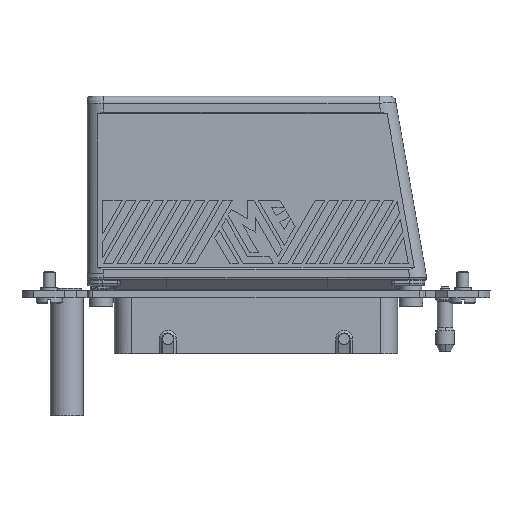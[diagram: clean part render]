
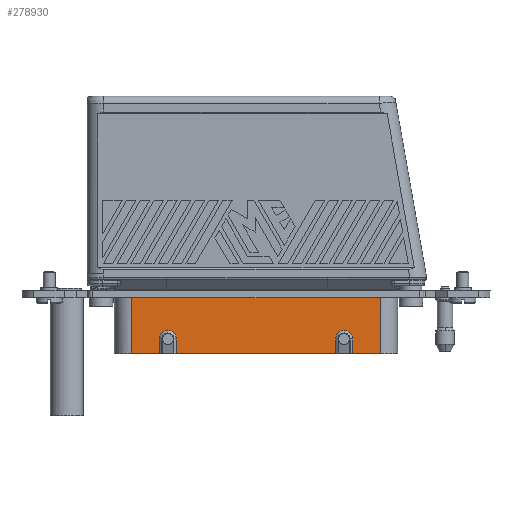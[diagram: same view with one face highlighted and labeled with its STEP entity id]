
A CAD part, front view. The second image highlights one B-rep face of the part: STEP entity #278930.
In plain terms, the highlighted face is planar.
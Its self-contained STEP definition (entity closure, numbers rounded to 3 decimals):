
#212820=CARTESIAN_POINT('',(25.125,45.037,
48.654));
#212830=VERTEX_POINT('',#212820);
#277420=CARTESIAN_POINT('',(25.125,45.037,
-56.571));
#277430=VERTEX_POINT('',#277420);
#277710=CARTESIAN_POINT('',(25.125,20.,
-56.571));
#277720=DIRECTION('',(0.,1.,0.));
#277730=VECTOR('',#277720,1.);
#277740=LINE('',#277710,#277730);
#277750=CARTESIAN_POINT('',(25.125,19.783,
-56.571));
#277760=VERTEX_POINT('',#277750);
#277770=EDGE_CURVE('',#277760,#277430,#277740,.T.);
#277990=CARTESIAN_POINT('',(25.125,19.716,
-46.453));
#278000=DIRECTION('',(-1.,0.,0.));
#278010=DIRECTION('',(0.,0.,1.));
#278020=AXIS2_PLACEMENT_3D('',#277990,#278000,#278010);
#278030=PLANE('',#278020);
#278040=CARTESIAN_POINT('',(25.125,22.91,
29.69));
#278050=DIRECTION('',(0.,1.,0.));
#278060=VECTOR('',#278050,1.);
#278070=LINE('',#278040,#278060);
#278080=CARTESIAN_POINT('',(25.125,19.783,
29.69));
#278090=VERTEX_POINT('',#278080);
#278100=CARTESIAN_POINT('',(25.125,26.037,
29.69));
#278110=VERTEX_POINT('',#278100);
#278120=EDGE_CURVE('',#278090,#278110,#278070,.T.);
#278130=ORIENTED_EDGE('',*,*,#278120,.T.);
#278140=CARTESIAN_POINT('',(25.125,19.783,
-16.957));
#278150=DIRECTION('',(0.,0.,1.));
#278160=VECTOR('',#278150,1.);
#278170=LINE('',#278140,#278160);
#278180=CARTESIAN_POINT('',(25.125,19.783,
-37.598));
#278190=VERTEX_POINT('',#278180);
#278200=EDGE_CURVE('',#278190,#278090,#278170,.T.);
#278210=ORIENTED_EDGE('',*,*,#278200,.T.);
#278220=CARTESIAN_POINT('',(25.125,22.91,
-37.598));
#278230=DIRECTION('',(0.,-1.,0.));
#278240=VECTOR('',#278230,1.);
#278250=LINE('',#278220,#278240);
#278260=CARTESIAN_POINT('',(25.125,26.037,
-37.598));
#278270=VERTEX_POINT('',#278260);
#278280=EDGE_CURVE('',#278270,#278190,#278250,.T.);
#278290=ORIENTED_EDGE('',*,*,#278280,.T.);
#278300=CARTESIAN_POINT('',(25.125,26.037,
-41.198));
#278310=DIRECTION('',(1.,0.,0.));
#278320=DIRECTION('',(0.,0.,-1.));
#278330=AXIS2_PLACEMENT_3D('',#278300,#278310,#278320);
#278340=CIRCLE('',#278330,3.6);
#278350=CARTESIAN_POINT('',(25.125,26.037,
-44.798));
#278360=VERTEX_POINT('',#278350);
#278370=EDGE_CURVE('',#278360,#278270,#278340,.T.);
#278380=ORIENTED_EDGE('',*,*,#278370,.T.);
#278390=CARTESIAN_POINT('',(25.125,22.91,
-44.798));
#278400=DIRECTION('',(0.,1.,0.));
#278410=VECTOR('',#278400,1.);
#278420=LINE('',#278390,#278410);
#278430=CARTESIAN_POINT('',(25.125,19.783,
-44.798));
#278440=VERTEX_POINT('',#278430);
#278450=EDGE_CURVE('',#278440,#278360,#278420,.T.);
#278460=ORIENTED_EDGE('',*,*,#278450,.T.);
#278470=CARTESIAN_POINT('',(25.125,19.783,
-37.457));
#278480=DIRECTION('',(0.,0.,1.));
#278490=VECTOR('',#278480,1.);
#278500=LINE('',#278470,#278490);
#278510=EDGE_CURVE('',#277760,#278440,#278500,.T.);
#278520=ORIENTED_EDGE('',*,*,#278510,.T.);
#278530=ORIENTED_EDGE('',*,*,#277770,.F.);
#278540=CARTESIAN_POINT('',(25.125,45.037,
-41.453));
#278550=DIRECTION('',(0.,0.,1.));
#278560=VECTOR('',#278550,1.);
#278570=LINE('',#278540,#278560);
#278580=EDGE_CURVE('',#277430,#212830,#278570,.T.);
#278590=ORIENTED_EDGE('',*,*,#278580,.F.);
#278600=CARTESIAN_POINT('',(25.125,20.,
48.654));
#278610=DIRECTION('',(0.,-1.,0.));
#278620=VECTOR('',#278610,1.);
#278630=LINE('',#278600,#278620);
#278640=CARTESIAN_POINT('',(25.125,19.783,
48.654));
#278650=VERTEX_POINT('',#278640);
#278660=EDGE_CURVE('',#212830,#278650,#278630,.T.);
#278670=ORIENTED_EDGE('',*,*,#278660,.F.);
#278680=CARTESIAN_POINT('',(25.125,19.783,
9.533));
#278690=DIRECTION('',(0.,0.,1.));
#278700=VECTOR('',#278690,1.);
#278710=LINE('',#278680,#278700);
#278720=CARTESIAN_POINT('',(25.125,19.783,
36.89));
#278730=VERTEX_POINT('',#278720);
#278740=EDGE_CURVE('',#278730,#278650,#278710,.T.);
#278750=ORIENTED_EDGE('',*,*,#278740,.T.);
#278760=CARTESIAN_POINT('',(25.125,22.91,
36.89));
#278770=DIRECTION('',(0.,-1.,0.));
#278780=VECTOR('',#278770,1.);
#278790=LINE('',#278760,#278780);
#278800=CARTESIAN_POINT('',(25.125,26.037,
36.89));
#278810=VERTEX_POINT('',#278800);
#278820=EDGE_CURVE('',#278810,#278730,#278790,.T.);
#278830=ORIENTED_EDGE('',*,*,#278820,.T.);
#278840=CARTESIAN_POINT('',(25.125,26.037,
33.29));
#278850=DIRECTION('',(1.,0.,0.));
#278860=DIRECTION('',(0.,0.,-1.));
#278870=AXIS2_PLACEMENT_3D('',#278840,#278850,#278860);
#278880=CIRCLE('',#278870,3.6);
#278890=EDGE_CURVE('',#278110,#278810,#278880,.T.);
#278900=ORIENTED_EDGE('',*,*,#278890,.T.);
#278910=EDGE_LOOP('',(#278900,#278830,#278750,#278670,#278590,#278530,
#278520,#278460,#278380,#278290,#278210,#278130));
#278920=FACE_OUTER_BOUND('',#278910,.T.);
#278930=ADVANCED_FACE('',(#278920),#278030,.T.);
